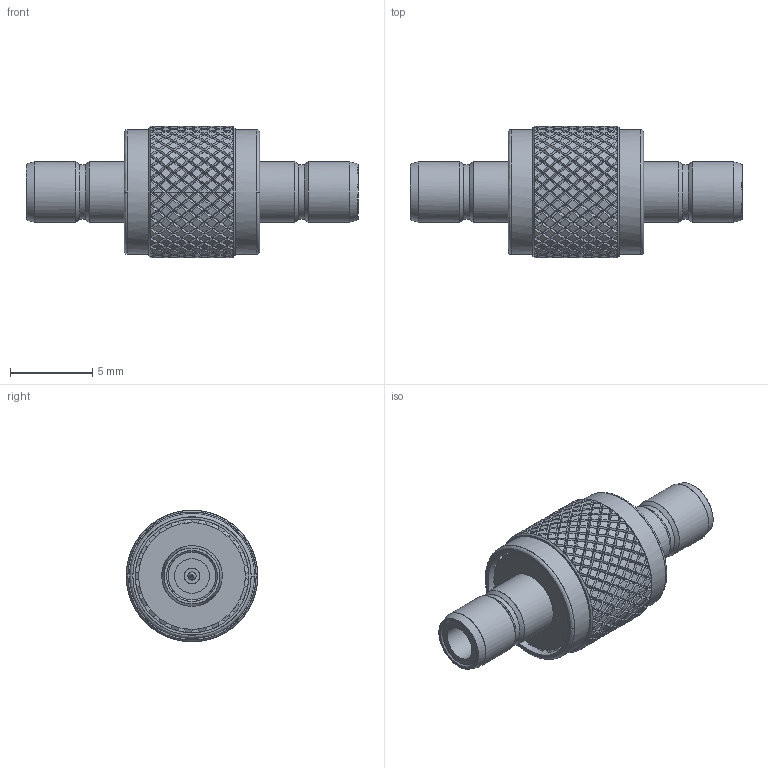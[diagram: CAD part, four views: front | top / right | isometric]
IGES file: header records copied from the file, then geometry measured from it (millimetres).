
Start section: C
Global section: file name: 64416116111000.igs; native system: By Siemens PLM Incorporated; preprocessor: XPlus GENERIC/IGES 25.1.153; author: Author; organization: Title; date: 20240319.145224; units: millimetre
Bounding box: 20.2 x 8 x 8 mm (x, y, z)
Surface area: 1297.3 mm2 (no closed solid volume)
Topology: 0 solids, 0 shells, 2500 faces, 14323 edges, 14323 vertices
Faces by surface type: bspline 2500
